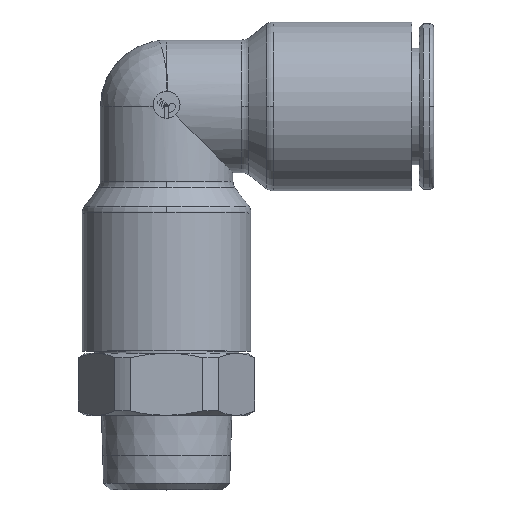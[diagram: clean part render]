
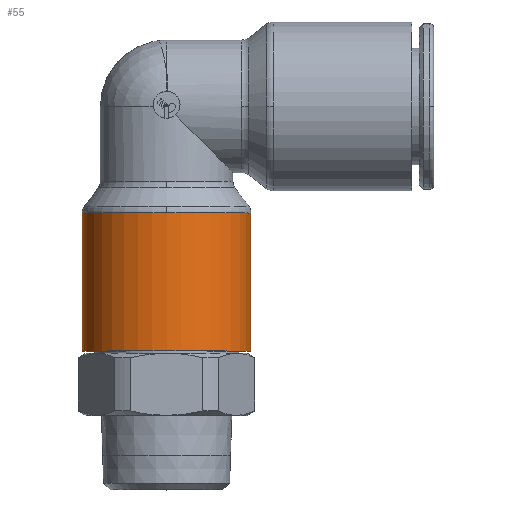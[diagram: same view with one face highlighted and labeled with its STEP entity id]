
A CAD part, top view. The second image highlights one B-rep face of the part: STEP entity #55.
In plain terms, the highlighted cylindrical face has radius 11 mm (diameter 22 mm), a partial arc.
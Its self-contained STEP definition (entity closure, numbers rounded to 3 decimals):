
#55=ADVANCED_FACE('',(#180),#181,.T.);
#180=FACE_OUTER_BOUND('',#423,.T.);
#181=CYLINDRICAL_SURFACE('',#424,11.0);
#423=EDGE_LOOP('',(#721,#722,#723,#724,#725));
#424=AXIS2_PLACEMENT_3D('',#726,#727,#728);
#721=ORIENTED_EDGE('',*,*,#1606,.F.);
#722=ORIENTED_EDGE('',*,*,#1607,.T.);
#723=ORIENTED_EDGE('',*,*,#1608,.T.);
#724=ORIENTED_EDGE('',*,*,#1609,.F.);
#725=ORIENTED_EDGE('',*,*,#1610,.F.);
#726=CARTESIAN_POINT('',(0.,17.395,0.003));
#727=DIRECTION('',(0.,-1.0,0.0));
#728=DIRECTION('',(1.0,0.,0.0));
#1606=EDGE_CURVE('',#1928,#1929,#1930,.T.);
#1607=EDGE_CURVE('',#1928,#1931,#1932,.T.);
#1608=EDGE_CURVE('',#1931,#1933,#1934,.T.);
#1609=EDGE_CURVE('',#1935,#1933,#1936,.T.);
#1610=EDGE_CURVE('',#1929,#1935,#1937,.T.);
#1928=VERTEX_POINT('',#2408);
#1929=VERTEX_POINT('',#2409);
#1930=LINE('',#2410,#2411);
#1931=VERTEX_POINT('',#2412);
#1932=CIRCLE('',#2413,11.0);
#1933=VERTEX_POINT('',#2414);
#1934=CIRCLE('',#2415,11.0);
#1935=VERTEX_POINT('',#2416);
#1936=LINE('',#2417,#2418);
#1937=CIRCLE('',#2419,11.0);
#2408=CARTESIAN_POINT('',(11.0,26.395,0.003));
#2409=CARTESIAN_POINT('',(11.0,8.395,0.003));
#2410=CARTESIAN_POINT('',(11.0,17.395,0.003));
#2411=VECTOR('',#3717,1.0);
#2412=CARTESIAN_POINT('',(0.,26.395,11.003));
#2413=AXIS2_PLACEMENT_3D('',#3718,#3719,#3720);
#2414=CARTESIAN_POINT('',(-11.0,26.395,0.003));
#2415=AXIS2_PLACEMENT_3D('',#3721,#3722,#3723);
#2416=CARTESIAN_POINT('',(-11.0,8.395,0.003));
#2417=CARTESIAN_POINT('',(-11.0,17.395,0.003));
#2418=VECTOR('',#3724,1.0);
#2419=AXIS2_PLACEMENT_3D('',#3725,#3726,#3727);
#3717=DIRECTION('',(0.,-1.0,0.0));
#3718=CARTESIAN_POINT('',(0.,26.395,0.003));
#3719=DIRECTION('',(0.,-1.0,0.0));
#3720=DIRECTION('',(1.0,0.,0.0));
#3721=CARTESIAN_POINT('',(0.,26.395,0.003));
#3722=DIRECTION('',(0.,-1.0,0.0));
#3723=DIRECTION('',(1.0,0.,0.0));
#3724=DIRECTION('',(0.,1.0,-0.0));
#3725=CARTESIAN_POINT('',(0.,8.395,0.003));
#3726=DIRECTION('',(0.,-1.0,0.0));
#3727=DIRECTION('',(1.0,0.,0.0));
